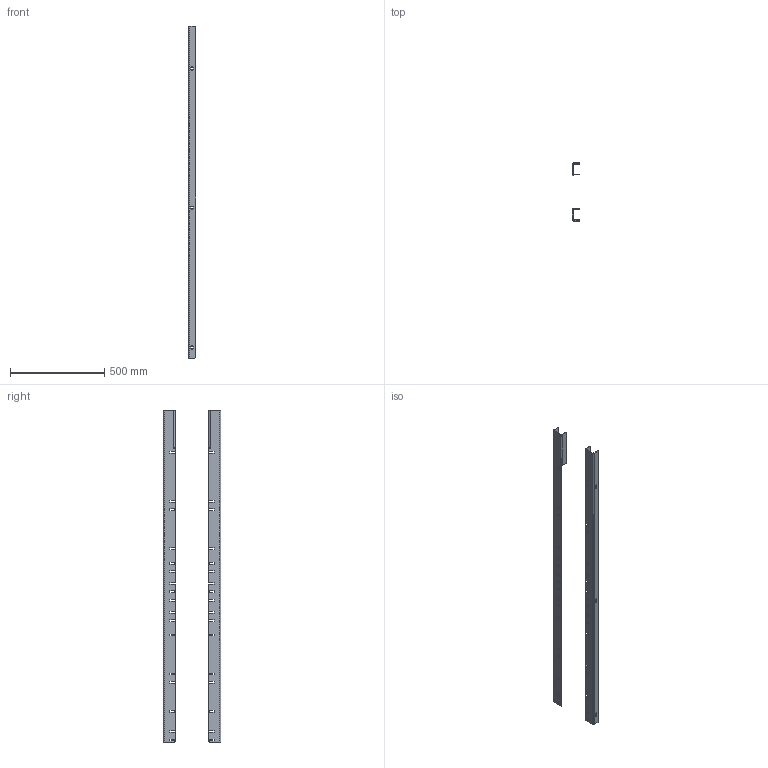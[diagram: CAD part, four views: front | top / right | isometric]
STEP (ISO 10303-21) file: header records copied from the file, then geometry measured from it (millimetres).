
FILE_DESCRIPTION (( 'STEP AP203' ), '1' );
FILE_NAME ('SCE-72FSHDPS.step', '2021-01-08T15:44:16', ( 'ADC123' ), ( 'Microsoft' ), 'SwSTEP 2.0', 'SolidWorks 2019', '' );
FILE_SCHEMA (( 'CONFIG_CONTROL_DESIGN' ));
Length unit declared in the file: inch
Products named in the file (1): SCE-72FSHDPS
Bounding box: 38.1 x 304.8 x 1758.95 mm (x, y, z)
Volume: 1088034.3 mm3; surface area: 717809.4 mm2
Topology: 2 solids, 2 shells, 364 faces, 1076 edges, 716 vertices
Faces by surface type: plane 184, cylinder 180
Entity records: 12485 total; most frequent: DIRECTION 2166, CARTESIAN_POINT 2157, ORIENTED_EDGE 2152, EDGE_CURVE 1076, AXIS2_PLACEMENT_3D 725, VERTEX_POINT 716, LINE 716, VECTOR 716
